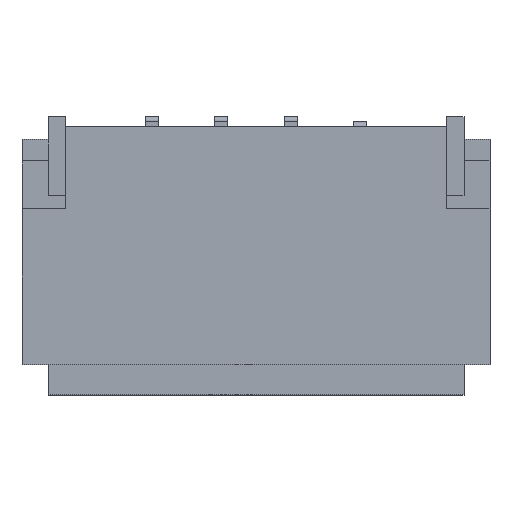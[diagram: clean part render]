
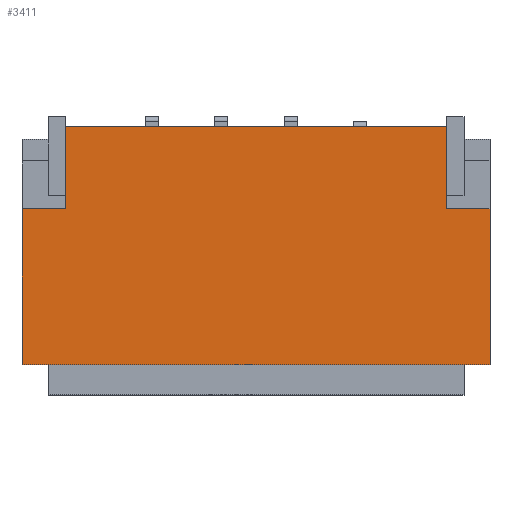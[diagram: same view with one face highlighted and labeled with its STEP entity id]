
A CAD part, top view. The second image highlights one B-rep face of the part: STEP entity #3411.
In plain terms, the highlighted planar face has unit normal (0, 0, 1).
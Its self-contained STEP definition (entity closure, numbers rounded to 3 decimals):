
#428=ORIENTED_EDGE('',*,*,#1347,.F.);
#429=ORIENTED_EDGE('',*,*,#1204,.T.);
#430=ORIENTED_EDGE('',*,*,#1222,.T.);
#431=ORIENTED_EDGE('',*,*,#1348,.T.);
#432=ORIENTED_EDGE('',*,*,#1282,.T.);
#433=ORIENTED_EDGE('',*,*,#1349,.F.);
#434=ORIENTED_EDGE('',*,*,#1244,.F.);
#435=ORIENTED_EDGE('',*,*,#1235,.F.);
#1204=EDGE_CURVE('',#1690,#1689,#2036,.T.);
#1222=EDGE_CURVE('',#1689,#1701,#2054,.T.);
#1235=EDGE_CURVE('',#1706,#1707,#2067,.T.);
#1244=EDGE_CURVE('',#1707,#1711,#2076,.T.);
#1282=EDGE_CURVE('',#1749,#1748,#2114,.T.);
#1347=EDGE_CURVE('',#1690,#1706,#2179,.T.);
#1348=EDGE_CURVE('',#1701,#1749,#2180,.T.);
#1349=EDGE_CURVE('',#1711,#1748,#2181,.T.);
#1689=VERTEX_POINT('',#4836);
#1690=VERTEX_POINT('',#4838);
#1701=VERTEX_POINT('',#4870);
#1706=VERTEX_POINT('',#4891);
#1707=VERTEX_POINT('',#4893);
#1711=VERTEX_POINT('',#4909);
#1748=VERTEX_POINT('',#4991);
#1749=VERTEX_POINT('',#4993);
#2036=LINE('',#4837,#2496);
#2054=LINE('',#4871,#2514);
#2067=LINE('',#4892,#2527);
#2076=LINE('',#4910,#2536);
#2114=LINE('',#4992,#2574);
#2179=LINE('',#5121,#2639);
#2180=LINE('',#5122,#2640);
#2181=LINE('',#5123,#2641);
#2496=VECTOR('',#3903,1000.);
#2514=VECTOR('',#3929,1000.);
#2527=VECTOR('',#3948,1000.);
#2536=VECTOR('',#3965,1000.);
#2574=VECTOR('',#4017,1000.);
#2639=VECTOR('',#4120,1000.);
#2640=VECTOR('',#4121,1000.);
#2641=VECTOR('',#4122,1000.);
#2926=EDGE_LOOP('',(#428,#429,#430,#431,#432,#433,#434,#435));
#3098=FACE_BOUND('',#2926,.T.);
#3269=PLANE('',#3622);
#3411=ADVANCED_FACE('',(#3098),#3269,.F.);
#3622=AXIS2_PLACEMENT_3D('',#5120,#4118,#4119);
#3903=DIRECTION('',(0.,-1.,0.));
#3929=DIRECTION('',(-1.,0.,0.));
#3948=DIRECTION('',(0.,-1.,0.));
#3965=DIRECTION('',(1.,0.,0.));
#4017=DIRECTION('',(1.,0.,0.));
#4118=DIRECTION('',(0.,0.,-1.));
#4119=DIRECTION('',(-1.,0.,0.));
#4120=DIRECTION('',(1.,0.,0.));
#4121=DIRECTION('',(0.,-1.,0.));
#4122=DIRECTION('',(0.,-1.,0.));
#4836=CARTESIAN_POINT('',(-2.2,1.8,0.925));
#4837=CARTESIAN_POINT('',(-2.2,2.75,0.925));
#4838=CARTESIAN_POINT('',(-2.2,2.75,0.925));
#4870=CARTESIAN_POINT('',(-2.7,1.8,0.925));
#4871=CARTESIAN_POINT('',(-2.2,1.8,0.925));
#4891=CARTESIAN_POINT('',(2.2,2.75,0.925));
#4892=CARTESIAN_POINT('',(2.2,2.75,0.925));
#4893=CARTESIAN_POINT('',(2.2,1.8,0.925));
#4909=CARTESIAN_POINT('',(2.7,1.8,0.925));
#4910=CARTESIAN_POINT('',(2.2,1.8,0.925));
#4991=CARTESIAN_POINT('',(2.7,0.,0.925));
#4992=CARTESIAN_POINT('',(-2.7,0.,0.925));
#4993=CARTESIAN_POINT('',(-2.7,0.,0.925));
#5120=CARTESIAN_POINT('',(-2.7,2.75,0.925));
#5121=CARTESIAN_POINT('',(-2.7,2.75,0.925));
#5122=CARTESIAN_POINT('',(-2.7,2.75,0.925));
#5123=CARTESIAN_POINT('',(2.7,2.75,0.925));
